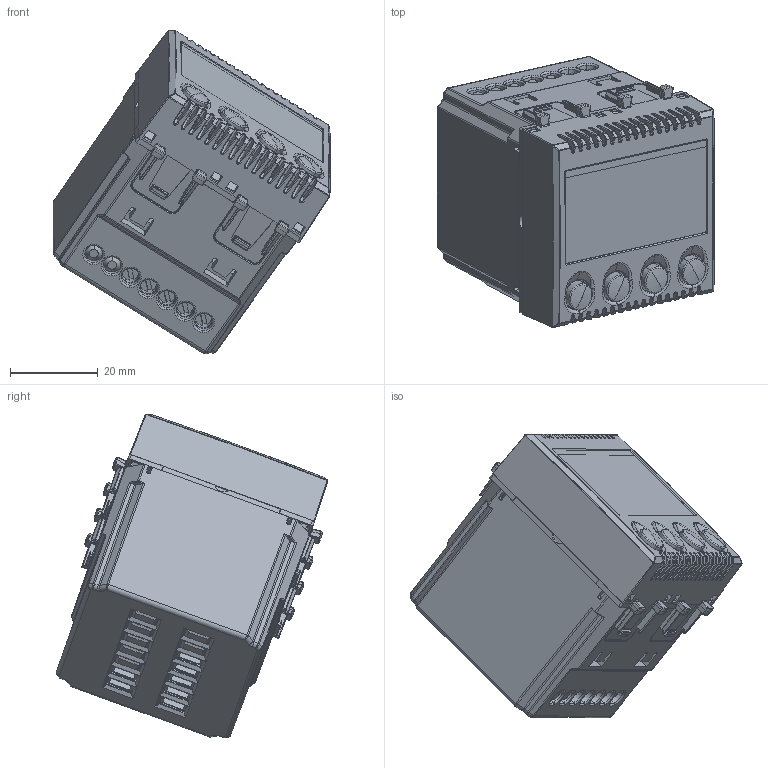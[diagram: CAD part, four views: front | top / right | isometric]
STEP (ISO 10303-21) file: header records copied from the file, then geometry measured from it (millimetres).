
FILE_DESCRIPTION(('CATIA V5 STEP Exchange'),'2;1');
FILE_NAME('445085SW.stp','2024-02-27T12:38:11+00:00',('none'),('none'),'CATIA Version 5-6 Release 2016 SP6','CATIA V5 STEP AP203','none');
FILE_SCHEMA(('CONFIG_CONTROL_DESIGN'));
Products named in the file (2): 445085SW; AS2259
Assembly tree (8 placements, depth 3):
  445085SW
    #57
    AS2259
      #24752
      #96417
    #102504  x3
    #104559
Bounding box: 63.21 x 61.92 x 73.8 mm (x, y, z)
Volume: 28928 mm3; surface area: 35774.4 mm2
Topology: 7 solids, 7 shells, 3175 faces, 8091 edges, 4677 vertices
Faces by surface type: plane 1242, cylinder 887, bspline 504, sphere 248, cone 199, torus 93, revolution 2
Entity records: 109794 total; most frequent: CARTESIAN_POINT 49658, ORIENTED_EDGE 14946, DIRECTION 7957, EDGE_CURVE 7473, VERTEX_POINT 4449, VECTOR 3308, LINE 3308, EDGE_LOOP 3112
